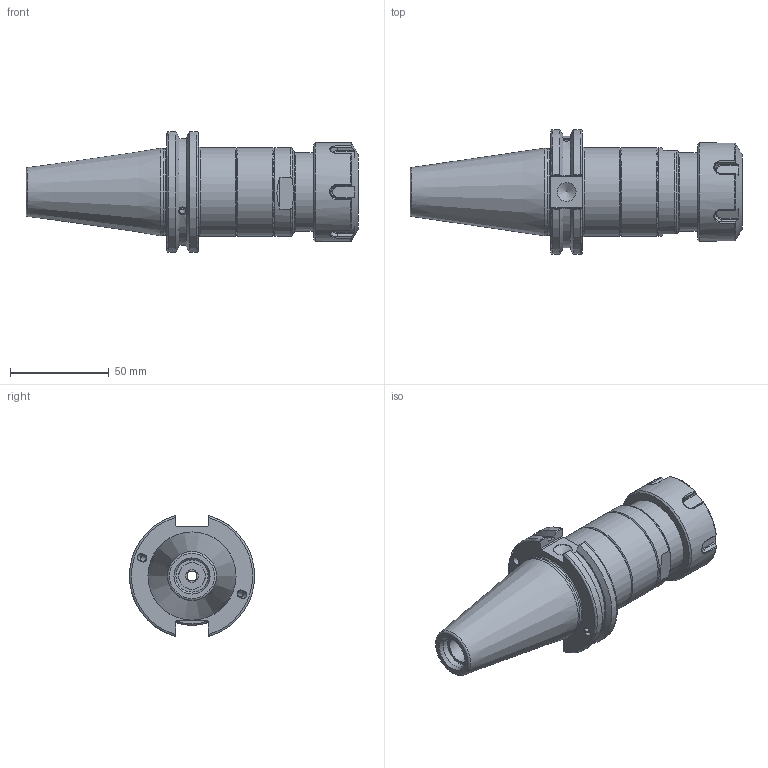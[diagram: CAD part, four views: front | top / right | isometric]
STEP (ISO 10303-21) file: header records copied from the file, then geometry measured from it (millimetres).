
FILE_DESCRIPTION(/* description */ (''),/* implementation_level */ '2;1');
FILE_NAME(/* name */ 'JK066SYT_CAT40ADB-SYTER27-100.stp',/* time_stamp */ '2024-11-06T14:57:13+09:00',/* author */ ('YSH'),/* organization */ (''),/* preprocessor_version */ 'ST-DEVELOPER v20',/* originating_system */ 'Autodesk Inventor 2025',/* authorisation */ '');
FILE_SCHEMA (('AUTOMOTIVE_DESIGN { 1 0 10303 214 3 1 1 }'));
Length unit declared in the file: millimetre
Products named in the file (5): LO-CAT40ADB-SYTER27-100; LO-CAT40ADB-SYTER27-100_1; SYTER16-COVER(RED); SYNCHRO-ER25-36; ER32NUT
Assembly tree (4 placements, depth 2):
  LO-CAT40ADB-SYTER27-100
    LO-CAT40ADB-SYTER27-100_1
    SYTER16-COVER(RED)
    SYNCHRO-ER25-36
    ER32NUT
Bounding box: 168.25 x 63.26 x 61.09 mm (x, y, z)
Volume: 193435.2 mm3; surface area: 54569.1 mm2
Topology: 4 solids, 4 shells, 253 faces, 631 edges, 404 vertices
Faces by surface type: plane 98, cylinder 74, cone 47, torus 28, bspline 6
Full cylindrical faces by diameter (mm): 1 x1, 3.242 x8, 4 x2, 4.2 x2, 4.917 x1, 5 x4, 5.1 x4, 6.2 x1, 6.5 x1, 9.525 x1, 13.386 x1, 15 x1, 15.4 x1, 16.3 x1, 23.5 x1, 27.1 x1, 31.4 x1, 33.8 x1, 34 x1, 34.4 x1, 38.4 x2, 38.6 x1, 40 x1, 40.5 x1, 41 x4, 43.6 x1, 45 x3, 50 x1
Entity records: 9077 total; most frequent: CARTESIAN_POINT 2823, DIRECTION 1256, ORIENTED_EDGE 1238, EDGE_CURVE 619, AXIS2_PLACEMENT_3D 508, VERTEX_POINT 404, EDGE_LOOP 299, FACE_OUTER_BOUND 253
